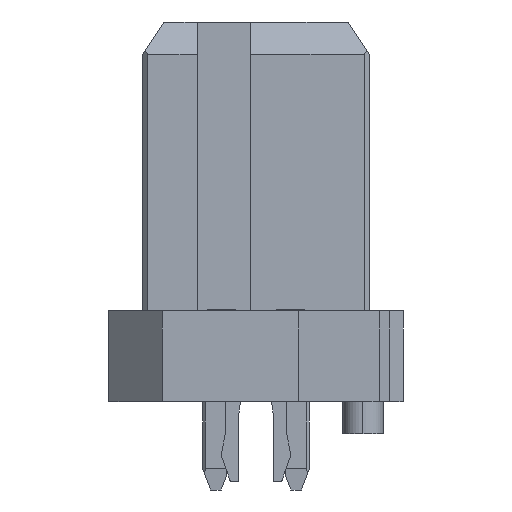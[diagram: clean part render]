
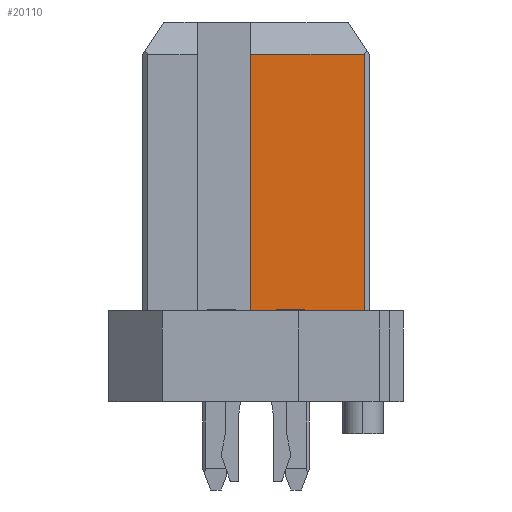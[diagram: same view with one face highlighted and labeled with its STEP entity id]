
A CAD part, left-side view. The second image highlights one B-rep face of the part: STEP entity #20110.
In plain terms, the highlighted planar face has unit normal (-1, 0, 0).
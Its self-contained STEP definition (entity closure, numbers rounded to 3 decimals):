
#7300=CARTESIAN_POINT('',(-12.12,-4.05,12.5));
#7310=DIRECTION('',(0.,0.,1.));
#7320=VECTOR('',#7310,1.);
#7330=LINE('',#7300,#7320);
#7340=CARTESIAN_POINT('',(-12.12,-4.05,3.4));
#7350=VERTEX_POINT('',#7340);
#7360=CARTESIAN_POINT('',(-12.12,-4.05,13.));
#7370=VERTEX_POINT('',#7360);
#7380=EDGE_CURVE('',#7350,#7370,#7330,.T.);
#19810=CARTESIAN_POINT('',(-12.12,-4.156,13.24));
#19820=DIRECTION('',(-1.,-0.,-0.));
#19830=DIRECTION('',(0.,0.,-1.));
#19840=AXIS2_PLACEMENT_3D('',#19810,#19820,#19830);
#19850=PLANE('',#19840);
#19860=ORIENTED_EDGE('',*,*,#7380,.T.);
#19870=CARTESIAN_POINT('',(-12.12,1.1,3.4));
#19880=DIRECTION('',(0.,1.,0.));
#19890=VECTOR('',#19880,1.);
#19900=LINE('',#19870,#19890);
#19910=CARTESIAN_POINT('',(-12.12,0.2,3.4));
#19920=VERTEX_POINT('',#19910);
#19930=EDGE_CURVE('',#7350,#19920,#19900,.T.);
#19940=ORIENTED_EDGE('',*,*,#19930,.F.);
#19950=CARTESIAN_POINT('',(-12.12,0.2,12.5));
#19960=DIRECTION('',(0.,0.,-1.));
#19970=VECTOR('',#19960,1.);
#19980=LINE('',#19950,#19970);
#19990=CARTESIAN_POINT('',(-12.12,0.2,13.));
#20000=VERTEX_POINT('',#19990);
#20010=EDGE_CURVE('',#20000,#19920,#19980,.T.);
#20020=ORIENTED_EDGE('',*,*,#20010,.T.);
#20030=CARTESIAN_POINT('',(-12.12,1.1,13.));
#20040=DIRECTION('',(0.,1.,0.));
#20050=VECTOR('',#20040,1.);
#20060=LINE('',#20030,#20050);
#20070=EDGE_CURVE('',#7370,#20000,#20060,.T.);
#20080=ORIENTED_EDGE('',*,*,#20070,.T.);
#20090=EDGE_LOOP('',(#20080,#20020,#19940,#19860));
#20100=FACE_OUTER_BOUND('',#20090,.T.);
#20110=ADVANCED_FACE('',(#20100),#19850,.T.);
